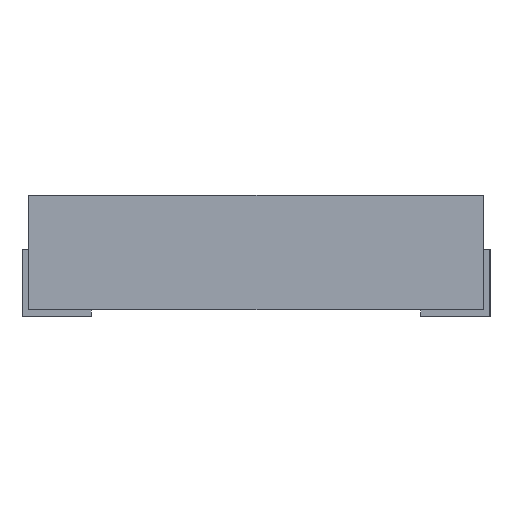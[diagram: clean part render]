
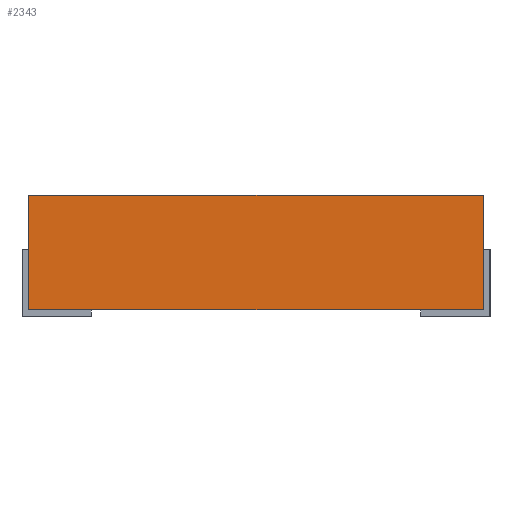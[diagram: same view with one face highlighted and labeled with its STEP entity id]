
A CAD part, front view. The second image highlights one B-rep face of the part: STEP entity #2343.
In plain terms, the highlighted planar face has unit normal (0, -1, 0).
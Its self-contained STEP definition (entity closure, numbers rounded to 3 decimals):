
#50=LINE('',#3429,#284);
#60=LINE('',#3538,#294);
#61=LINE('',#3540,#295);
#62=LINE('',#3542,#296);
#284=VECTOR('',#2629,1000.);
#294=VECTOR('',#2643,1000.);
#295=VECTOR('',#2646,1000.);
#296=VECTOR('',#2647,1000.);
#619=ORIENTED_EDGE('',*,*,#1314,.T.);
#620=ORIENTED_EDGE('',*,*,#1315,.F.);
#621=ORIENTED_EDGE('',*,*,#1293,.F.);
#622=ORIENTED_EDGE('',*,*,#1313,.T.);
#1293=EDGE_CURVE('',#1642,#1643,#50,.T.);
#1313=EDGE_CURVE('',#1642,#1660,#60,.T.);
#1314=EDGE_CURVE('',#1660,#1661,#61,.T.);
#1315=EDGE_CURVE('',#1643,#1661,#62,.T.);
#1642=VERTEX_POINT('',#3428);
#1643=VERTEX_POINT('',#3430);
#1660=VERTEX_POINT('',#3537);
#1661=VERTEX_POINT('',#3541);
#1927=EDGE_LOOP('',(#619,#620,#621,#622));
#2082=FACE_BOUND('',#1927,.T.);
#2225=PLANE('',#2506);
#2343=ADVANCED_FACE('',(#2082),#2225,.F.);
#2506=AXIS2_PLACEMENT_3D('',#3539,#2644,#2645);
#2629=DIRECTION('',(1.,0.,0.));
#2643=DIRECTION('',(0.,0.,-1.));
#2644=DIRECTION('',(0.,1.,0.));
#2645=DIRECTION('',(-1.,0.,0.));
#2646=DIRECTION('',(1.,0.,0.));
#2647=DIRECTION('',(0.,0.,-1.));
#3428=CARTESIAN_POINT('',(-6.55,-6.5,3.3));
#3429=CARTESIAN_POINT('',(-6.55,-6.5,3.3));
#3430=CARTESIAN_POINT('',(6.55,-6.5,3.3));
#3537=CARTESIAN_POINT('',(-6.55,-6.5,0.));
#3538=CARTESIAN_POINT('',(-6.55,-6.5,3.3));
#3539=CARTESIAN_POINT('',(-6.55,-6.5,3.3));
#3540=CARTESIAN_POINT('',(-6.55,-6.5,0.));
#3541=CARTESIAN_POINT('',(6.55,-6.5,0.));
#3542=CARTESIAN_POINT('',(6.55,-6.5,3.3));
